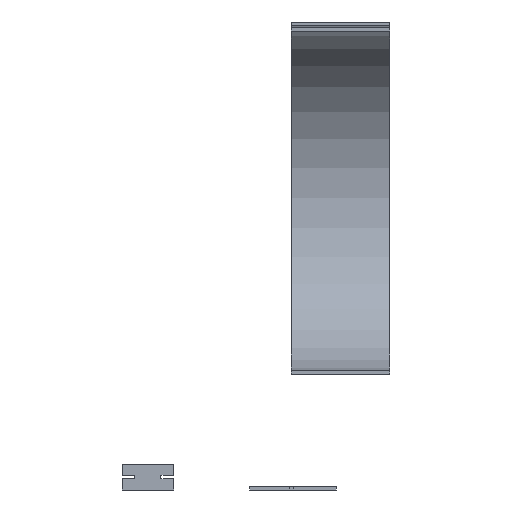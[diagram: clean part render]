
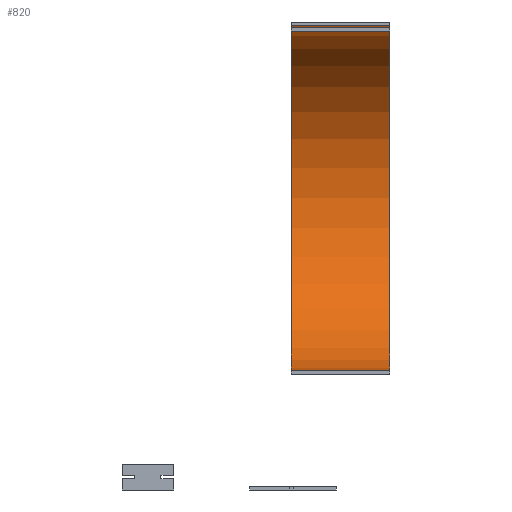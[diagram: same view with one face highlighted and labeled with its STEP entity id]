
A CAD part, left-side view. The second image highlights one B-rep face of the part: STEP entity #820.
In plain terms, the highlighted cylindrical face has radius 100 mm (diameter 200 mm), a partial arc.
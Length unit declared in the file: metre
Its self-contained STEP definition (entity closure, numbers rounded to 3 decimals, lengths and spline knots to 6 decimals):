
#19=CYLINDRICAL_SURFACE('',#922,0.1);
#20=CIRCLE('',#916,0.1);
#22=CIRCLE('',#919,0.1);
#136=ORIENTED_EDGE('',*,*,#307,.T.);
#137=ORIENTED_EDGE('',*,*,#303,.F.);
#138=ORIENTED_EDGE('',*,*,#305,.F.);
#139=ORIENTED_EDGE('',*,*,#311,.T.);
#303=EDGE_CURVE('',#392,#398,#487,.T.);
#305=EDGE_CURVE('',#400,#392,#20,.T.);
#307=EDGE_CURVE('',#402,#398,#22,.T.);
#311=EDGE_CURVE('',#400,#402,#491,.T.);
#392=VERTEX_POINT('',#1248);
#398=VERTEX_POINT('',#1263);
#400=VERTEX_POINT('',#1273);
#402=VERTEX_POINT('',#1279);
#487=LINE('',#1270,#595);
#491=LINE('',#1286,#599);
#595=VECTOR('',#1039,1.);
#599=VECTOR('',#1059,1.);
#678=EDGE_LOOP('',(#136,#137,#138,#139));
#726=FACE_BOUND('',#678,.T.);
#820=ADVANCED_FACE('',(#726),#19,.F.);
#916=AXIS2_PLACEMENT_3D('',#1275,#1043,#1044);
#919=AXIS2_PLACEMENT_3D('',#1278,#1049,#1050);
#922=AXIS2_PLACEMENT_3D('',#1285,#1057,#1058);
#1039=DIRECTION('',(0.,-1.,0.));
#1043=DIRECTION('',(0.,-1.,0.));
#1044=DIRECTION('',(0.,0.,-1.));
#1049=DIRECTION('',(0.,-1.,0.));
#1050=DIRECTION('',(0.,0.,-1.));
#1057=DIRECTION('',(0.,-1.,0.));
#1058=DIRECTION('',(0.,0.,-1.));
#1059=DIRECTION('',(0.,-1.,0.));
#1248=CARTESIAN_POINT('',(0.243144,0.,0.269086));
#1263=CARTESIAN_POINT('',(0.243144,-0.05715,0.269086));
#1270=CARTESIAN_POINT('',(0.243144,0.,0.269086));
#1273=CARTESIAN_POINT('',(0.243144,0.,0.069086));
#1275=CARTESIAN_POINT('',(0.243144,0.,0.169086));
#1278=CARTESIAN_POINT('',(0.243144,-0.05715,0.169086));
#1279=CARTESIAN_POINT('',(0.243144,-0.05715,0.069086));
#1285=CARTESIAN_POINT('',(0.243144,0.,0.169086));
#1286=CARTESIAN_POINT('',(0.243144,0.,0.069086));
